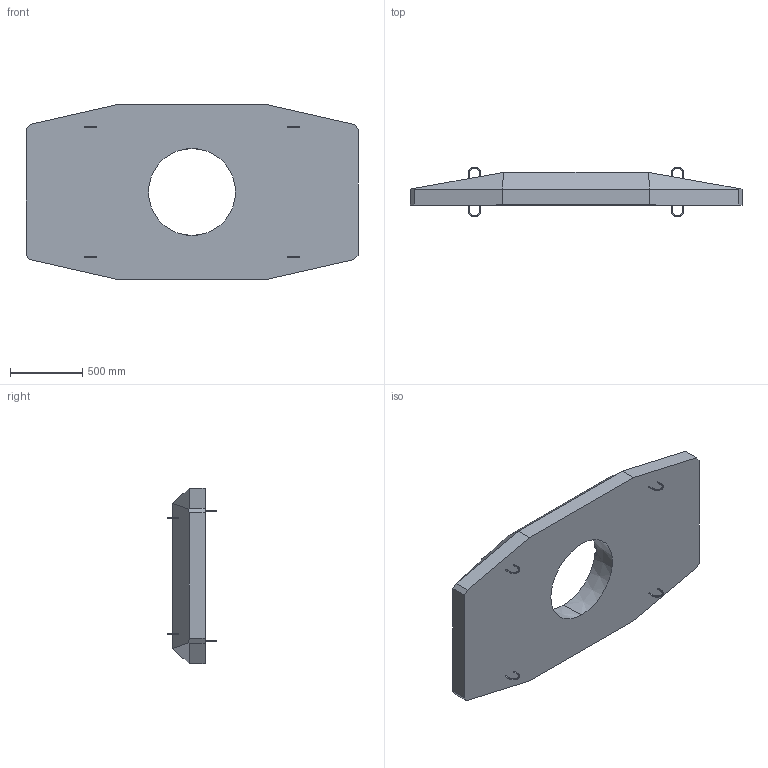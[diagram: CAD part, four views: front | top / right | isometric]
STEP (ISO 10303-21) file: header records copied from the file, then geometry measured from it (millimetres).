
FILE_DESCRIPTION (( 'STEP AP203' ), '1' );
FILE_NAME ('ÆÁÈ.5.07 Îïîðíàÿ ïëèòà ÎÏ-4.STEP', '2021-10-27T06:55:22', ( '' ), ( '' ), 'SwSTEP 2.0', 'SolidWorks 2018', '' );
FILE_SCHEMA (( 'CONFIG_CONTROL_DESIGN' ));
Length unit declared in the file: millimetre
Products named in the file (1): ÆÁÈ.5.07 Îïîðíàÿ ïëèòà ÎÏ-4
Bounding box: 2290 x 341.5 x 1210 mm (x, y, z)
Volume: 407144637.8 mm3; surface area: 5965548.7 mm2
Topology: 1 solids, 1 shells, 80 faces, 215 edges, 138 vertices
Faces by surface type: cylinder 32, plane 28, torus 16, cone 4
Entity records: 2688 total; most frequent: CARTESIAN_POINT 531, DIRECTION 457, ORIENTED_EDGE 430, EDGE_CURVE 215, AXIS2_PLACEMENT_3D 178, VERTEX_POINT 138, VECTOR 101, LINE 101
